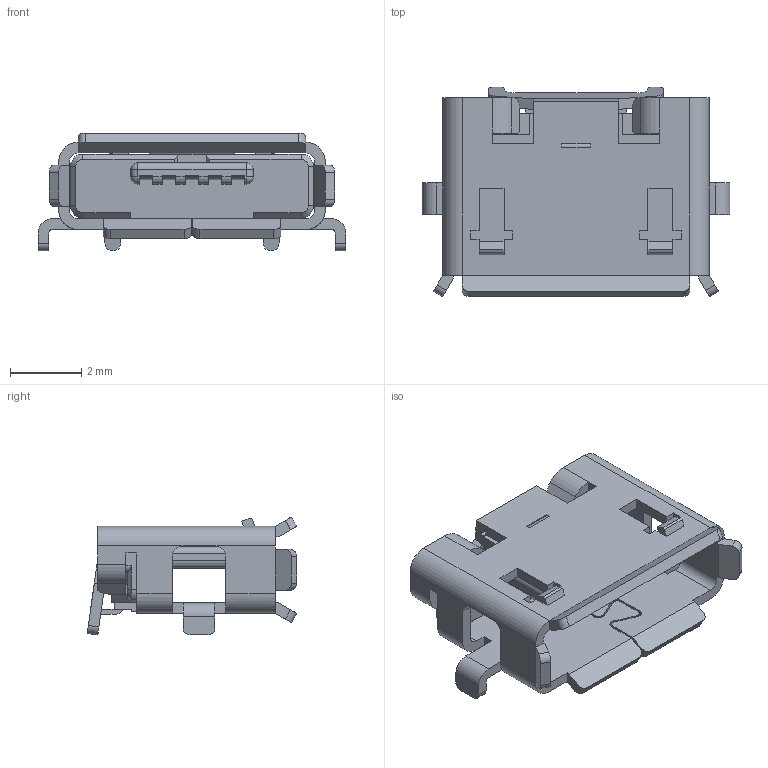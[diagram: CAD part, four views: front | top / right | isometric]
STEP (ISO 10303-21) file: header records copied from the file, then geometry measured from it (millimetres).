
FILE_DESCRIPTION(('FreeCAD Model'),'2;1');
FILE_NAME('SOLID.step','2017-03-02T18:03:25',( 'kicad StepUp'),('ksu MCAD'),'Open CASCADE STEP processor 6.8', 'FreeCAD','Unknown');
FILE_SCHEMA(('AUTOMOTIVE_DESIGN_CC2 { 1 2 10303 214 -1 1 5 4 }'));
Length unit declared in the file: millimetre
Products named in the file (2): ASSEMBLY; SOLID
Assembly tree (1 placements, depth 2):
  ASSEMBLY
    SOLID
Bounding box: 8.65 x 5.89 x 3.31 mm (x, y, z)
Volume: 43.7 mm3; surface area: 285.7 mm2
Topology: 1 solids, 1 shells, 462 faces, 1296 edges, 837 vertices
Faces by surface type: plane 347, cylinder 105, cone 6, sphere 4
Entity records: 14729 total; most frequent: CARTESIAN_POINT 2606, ORIENTED_EDGE 2584, DIRECTION 2448, EDGE_CURVE 1292, LINE 1058, VECTOR 1058, VERTEX_POINT 837, AXIS2_PLACEMENT_3D 695
